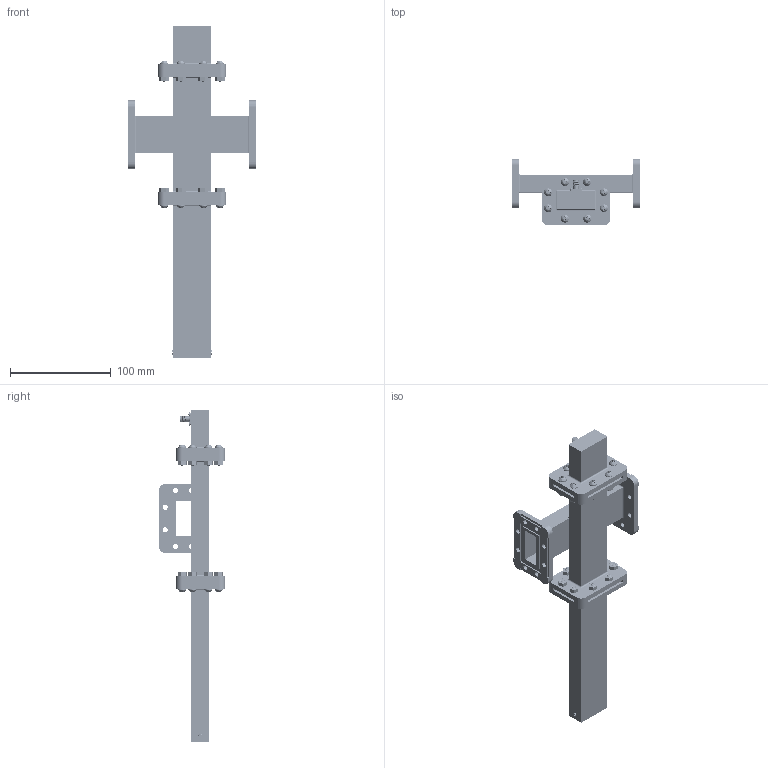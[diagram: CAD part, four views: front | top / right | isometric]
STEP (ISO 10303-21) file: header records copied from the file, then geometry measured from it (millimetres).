
FILE_DESCRIPTION (( 'STEP AP214' ), '1' );
FILE_NAME ('PEWCT1104.STEP', '2017-06-29T15:20:33', ( '' ), ( '' ), 'SwSTEP 2.0', 'SolidWorks 2014', '' );
FILE_SCHEMA (( 'AUTOMOTIVE_DESIGN' ));
Length unit declared in the file: inch
Products named in the file (9): PEWCT1104; PEWCP1075; Copy of Nut^PEWCT1104; Copy of M3 ROUND HD SCREW^PEWCT1104; PEWCT1040; PEWCA1015; Copy of M3 ROUND HD SCREW^PEWCT1040; Copy of Nut^PEWCT1040; PEWTR1011
Assembly tree (36 placements, depth 3):
  PEWCT1104
    PEWCT1040
      PEWCP1075
      Copy of M3 ROUND HD SCREW^PEWCT1040  x8
      Copy of Nut^PEWCT1040  x8
      PEWTR1011
    PEWCA1015
    Copy of M3 ROUND HD SCREW^PEWCT1104  x8
    Copy of Nut^PEWCT1104  x8
Bounding box: 127 x 66.01 x 330.2 mm (x, y, z)
Volume: 146080.3 mm3; surface area: 151285.3 mm2
Topology: 41 solids, 41 shells, 3103 faces, 7893 edges, 4904 vertices
Faces by surface type: cylinder 1314, plane 817, cone 747, bspline 183, torus 42
Entity records: 54135 total; most frequent: CARTESIAN_POINT 23346, ORIENTED_EDGE 5670, DIRECTION 4947, EDGE_CURVE 2835, VERTEX_POINT 1810, AXIS2_PLACEMENT_3D 1761, LINE 1425, VECTOR 1425
